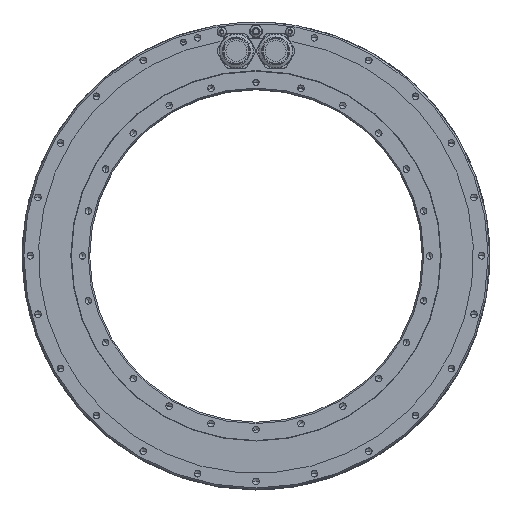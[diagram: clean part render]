
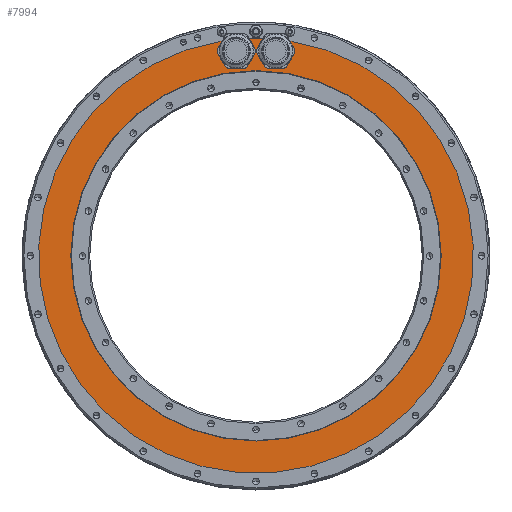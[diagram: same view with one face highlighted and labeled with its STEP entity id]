
A CAD part, top view. The second image highlights one B-rep face of the part: STEP entity #7994.
In plain terms, the highlighted planar face has unit normal (0, 0, 1).
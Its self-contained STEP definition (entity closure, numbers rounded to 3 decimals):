
#493=DIRECTION('',(0.5,-0.866,0.));
#494=VECTOR('',#493,9.048);
#495=CARTESIAN_POINT('',(-38.25,207.318,
-0.15));
#496=LINE('',#495,#494);
#497=CARTESIAN_POINT('',(-20.4,212.4,-0.15));
#498=DIRECTION('',(0.,0.,1.));
#499=DIRECTION('',(-0.718,-0.696,0.));
#500=AXIS2_PLACEMENT_3D('',#497,#498,#499);
#502=DIRECTION('',(-1.,0.,0.));
#503=VECTOR('',#502,9.048);
#504=CARTESIAN_POINT('',(-15.876,194.4,-0.15));
#505=LINE('',#504,#503);
#506=CARTESIAN_POINT('',(-20.4,212.4,-0.15));
#507=DIRECTION('',(0.,0.,1.));
#508=DIRECTION('',(0.244,-0.97,0.));
#509=AXIS2_PLACEMENT_3D('',#506,#507,#508);
#511=DIRECTION('',(-0.5,-0.866,0.));
#512=VECTOR('',#511,9.048);
#513=CARTESIAN_POINT('',(-2.55,207.318,
-0.15));
#514=LINE('',#513,#512);
#515=CARTESIAN_POINT('',(-20.4,212.4,-0.15));
#516=DIRECTION('',(0.,0.,1.));
#517=DIRECTION('',(0.962,-0.274,0.));
#518=AXIS2_PLACEMENT_3D('',#515,#516,#517);
#520=DIRECTION('',(0.5,-0.866,0.));
#521=VECTOR('',#520,9.101);
#522=CARTESIAN_POINT('',(-7.1,225.364,
-0.15));
#523=LINE('',#522,#521);
#524=DIRECTION('',(-0.5,-0.866,0.));
#525=VECTOR('',#524,9.101);
#526=CARTESIAN_POINT('',(7.1,225.364,-0.15));
#527=LINE('',#526,#525);
#528=CARTESIAN_POINT('',(20.4,212.4,-0.15));
#529=DIRECTION('',(0.,0.,1.));
#530=DIRECTION('',(-0.962,0.274,0.));
#531=AXIS2_PLACEMENT_3D('',#528,#529,#530);
#533=DIRECTION('',(0.5,-0.866,0.));
#534=VECTOR('',#533,9.048);
#535=CARTESIAN_POINT('',(2.55,207.318,-0.15));
#536=LINE('',#535,#534);
#537=CARTESIAN_POINT('',(20.4,212.4,-0.15));
#538=DIRECTION('',(0.,0.,1.));
#539=DIRECTION('',(-0.718,-0.696,0.));
#540=AXIS2_PLACEMENT_3D('',#537,#538,#539);
#542=DIRECTION('',(-1.,0.,0.));
#543=VECTOR('',#542,9.048);
#544=CARTESIAN_POINT('',(24.924,194.4,-0.15));
#545=LINE('',#544,#543);
#546=CARTESIAN_POINT('',(20.4,212.4,-0.15));
#547=DIRECTION('',(0.,0.,1.));
#548=DIRECTION('',(0.244,-0.97,0.));
#549=AXIS2_PLACEMENT_3D('',#546,#547,#548);
#551=DIRECTION('',(-0.5,-0.866,0.));
#552=VECTOR('',#551,9.048);
#553=CARTESIAN_POINT('',(38.25,207.318,-0.15));
#554=LINE('',#553,#552);
#555=CARTESIAN_POINT('',(20.4,212.4,-0.15));
#556=DIRECTION('',(0.,0.,1.));
#557=DIRECTION('',(0.962,-0.274,0.));
#558=AXIS2_PLACEMENT_3D('',#555,#556,#557);
#560=DIRECTION('',(0.5,-0.866,0.));
#561=VECTOR('',#560,6.063);
#562=CARTESIAN_POINT('',(35.219,222.733,-0.15));
#563=LINE('',#562,#561);
#564=DIRECTION('',(-0.5,-0.866,0.));
#565=VECTOR('',#564,6.063);
#566=CARTESIAN_POINT('',(-35.219,222.733,
-0.15));
#567=LINE('',#566,#565);
#568=CARTESIAN_POINT('',(-20.4,212.4,-0.15));
#569=DIRECTION('',(0.,0.,1.));
#570=DIRECTION('',(-0.962,0.274,0.));
#571=AXIS2_PLACEMENT_3D('',#568,#569,#570);
#582=CARTESIAN_POINT('',(0.,0.,-0.15));
#583=DIRECTION('',(0.,0.,1.));
#584=DIRECTION('',(-1.,0.,0.));
#585=AXIS2_PLACEMENT_3D('',#582,#583,#584);
#3016=CARTESIAN_POINT('',(0.,0.,-0.15));
#3017=DIRECTION('',(0.,0.,1.));
#3018=DIRECTION('',(0.031,1.,0.));
#3019=AXIS2_PLACEMENT_3D('',#3016,#3017,#3018);
#3025=CARTESIAN_POINT('',(0.,0.,-0.15));
#3026=DIRECTION('',(0.,0.,1.));
#3027=DIRECTION('',(-0.156,0.988,0.));
#3028=AXIS2_PLACEMENT_3D('',#3025,#3026,#3027);
#5527=CARTESIAN_POINT('',(0.,0.,-0.15));
#5528=DIRECTION('',(0.,0.,1.));
#5529=DIRECTION('',(1.,0.,0.));
#5530=AXIS2_PLACEMENT_3D('',#5527,#5528,#5529);
#6336=CARTESIAN_POINT('',(-192.045,0.,-0.15));
#6337=CARTESIAN_POINT('',(192.045,0.,-0.15));
#6338=VERTEX_POINT('',#6336);
#6339=VERTEX_POINT('',#6337);
#6518=CARTESIAN_POINT('',(35.219,222.733,
-0.15));
#6519=VERTEX_POINT('',#6518);
#6520=CARTESIAN_POINT('',(7.1,225.364,
-0.15));
#6521=VERTEX_POINT('',#6520);
#6522=CARTESIAN_POINT('',(2.55,207.318,
-0.15));
#6523=CARTESIAN_POINT('',(7.073,199.482,
-0.15));
#6524=VERTEX_POINT('',#6522);
#6525=VERTEX_POINT('',#6523);
#6526=CARTESIAN_POINT('',(15.876,194.4,-0.15));
#6527=VERTEX_POINT('',#6526);
#6528=CARTESIAN_POINT('',(2.55,217.482,
-0.15));
#6529=VERTEX_POINT('',#6528);
#6530=CARTESIAN_POINT('',(38.25,207.318,
-0.15));
#6531=CARTESIAN_POINT('',(33.727,199.482,
-0.15));
#6532=VERTEX_POINT('',#6530);
#6533=VERTEX_POINT('',#6531);
#6534=CARTESIAN_POINT('',(38.25,217.482,
-0.15));
#6535=VERTEX_POINT('',#6534);
#6536=CARTESIAN_POINT('',(24.924,194.4,-0.15));
#6537=VERTEX_POINT('',#6536);
#6704=CARTESIAN_POINT('',(-7.1,225.364,
-0.15));
#6705=VERTEX_POINT('',#6704);
#6706=CARTESIAN_POINT('',(-35.219,222.733,
-0.15));
#6707=VERTEX_POINT('',#6706);
#6708=CARTESIAN_POINT('',(-38.25,207.318,
-0.15));
#6709=CARTESIAN_POINT('',(-33.727,199.482,
-0.15));
#6710=VERTEX_POINT('',#6708);
#6711=VERTEX_POINT('',#6709);
#6712=CARTESIAN_POINT('',(-24.924,194.4,-0.15));
#6713=VERTEX_POINT('',#6712);
#6714=CARTESIAN_POINT('',(-38.25,217.482,
-0.15));
#6715=VERTEX_POINT('',#6714);
#6716=CARTESIAN_POINT('',(-2.55,207.318,
-0.15));
#6717=CARTESIAN_POINT('',(-7.073,199.482,
-0.15));
#6718=VERTEX_POINT('',#6716);
#6719=VERTEX_POINT('',#6717);
#6720=CARTESIAN_POINT('',(-2.55,217.482,
-0.15));
#6721=VERTEX_POINT('',#6720);
#6722=CARTESIAN_POINT('',(-15.876,194.4,-0.15));
#6723=VERTEX_POINT('',#6722);
#7942=CARTESIAN_POINT('',(0.,0.,-0.15));
#7943=DIRECTION('',(0.,0.,1.));
#7944=DIRECTION('',(1.,0.,0.));
#7945=AXIS2_PLACEMENT_3D('',#7942,#7943,#7944);
#7946=PLANE('',#7945);
#7948=ORIENTED_EDGE('',*,*,#7947,.T.);
#7950=ORIENTED_EDGE('',*,*,#7949,.T.);
#7952=ORIENTED_EDGE('',*,*,#7951,.F.);
#7954=ORIENTED_EDGE('',*,*,#7953,.T.);
#7956=ORIENTED_EDGE('',*,*,#7955,.F.);
#7958=ORIENTED_EDGE('',*,*,#7957,.T.);
#7960=ORIENTED_EDGE('',*,*,#7959,.F.);
#7962=ORIENTED_EDGE('',*,*,#7961,.F.);
#7964=ORIENTED_EDGE('',*,*,#7963,.T.);
#7966=ORIENTED_EDGE('',*,*,#7965,.T.);
#7968=ORIENTED_EDGE('',*,*,#7967,.T.);
#7970=ORIENTED_EDGE('',*,*,#7969,.T.);
#7972=ORIENTED_EDGE('',*,*,#7971,.F.);
#7974=ORIENTED_EDGE('',*,*,#7973,.T.);
#7975=ORIENTED_EDGE('',*,*,#7922,.F.);
#7977=ORIENTED_EDGE('',*,*,#7976,.T.);
#7979=ORIENTED_EDGE('',*,*,#7978,.F.);
#7981=ORIENTED_EDGE('',*,*,#7980,.F.);
#7983=ORIENTED_EDGE('',*,*,#7982,.T.);
#7985=ORIENTED_EDGE('',*,*,#7984,.T.);
#7986=EDGE_LOOP('',(#7948,#7950,#7952,#7954,#7956,#7958,#7960,#7962,#7964,#7966,
#7968,#7970,#7972,#7974,#7975,#7977,#7979,#7981,#7983,#7985));
#7987=FACE_OUTER_BOUND('',#7986,.F.);
#7989=ORIENTED_EDGE('',*,*,#7988,.T.);
#7991=ORIENTED_EDGE('',*,*,#7990,.T.);
#7992=EDGE_LOOP('',(#7989,#7991));
#7993=FACE_BOUND('',#7992,.F.);
#7994=ADVANCED_FACE('',(#7987,#7993),#7946,.T.);
#501=CIRCLE('',#500,18.56);
#510=CIRCLE('',#509,18.56);
#519=CIRCLE('',#518,18.56);
#532=CIRCLE('',#531,18.56);
#541=CIRCLE('',#540,18.56);
#550=CIRCLE('',#549,18.56);
#559=CIRCLE('',#558,18.56);
#572=CIRCLE('',#571,18.56);
#586=CIRCLE('',#585,192.045);
#3020=CIRCLE('',#3019,225.5);
#3029=CIRCLE('',#3028,225.5);
#5531=CIRCLE('',#5530,192.045);
#7922=EDGE_CURVE('',#6532,#6533,#554,.T.);
#7947=EDGE_CURVE('',#6710,#6711,#496,.T.);
#7949=EDGE_CURVE('',#6711,#6713,#501,.T.);
#7951=EDGE_CURVE('',#6723,#6713,#505,.T.);
#7953=EDGE_CURVE('',#6723,#6719,#510,.T.);
#7955=EDGE_CURVE('',#6718,#6719,#514,.T.);
#7957=EDGE_CURVE('',#6718,#6721,#519,.T.);
#7959=EDGE_CURVE('',#6705,#6721,#523,.T.);
#7961=EDGE_CURVE('',#6521,#6705,#3020,.T.);
#7963=EDGE_CURVE('',#6521,#6529,#527,.T.);
#7965=EDGE_CURVE('',#6529,#6524,#532,.T.);
#7967=EDGE_CURVE('',#6524,#6525,#536,.T.);
#7969=EDGE_CURVE('',#6525,#6527,#541,.T.);
#7971=EDGE_CURVE('',#6537,#6527,#545,.T.);
#7973=EDGE_CURVE('',#6537,#6533,#550,.T.);
#7976=EDGE_CURVE('',#6532,#6535,#559,.T.);
#7978=EDGE_CURVE('',#6519,#6535,#563,.T.);
#7980=EDGE_CURVE('',#6707,#6519,#3029,.T.);
#7982=EDGE_CURVE('',#6707,#6715,#567,.T.);
#7984=EDGE_CURVE('',#6715,#6710,#572,.T.);
#7988=EDGE_CURVE('',#6338,#6339,#586,.T.);
#7990=EDGE_CURVE('',#6339,#6338,#5531,.T.);
